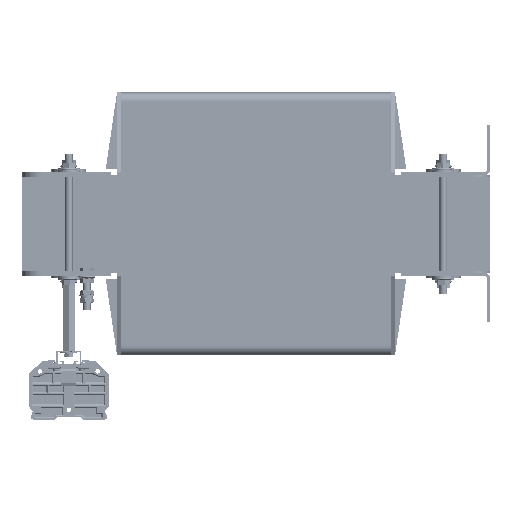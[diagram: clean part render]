
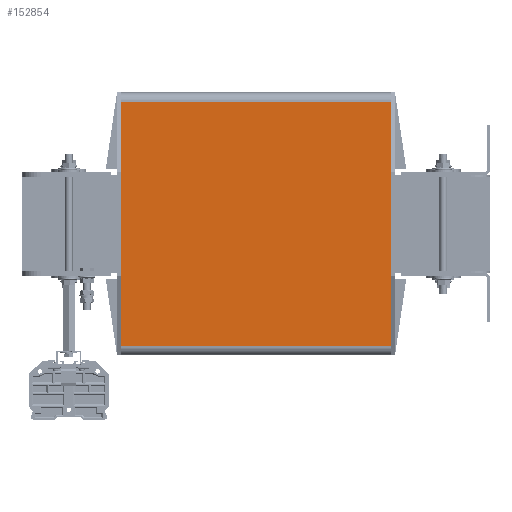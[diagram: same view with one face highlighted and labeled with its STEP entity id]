
A CAD part, left-side view. The second image highlights one B-rep face of the part: STEP entity #152854.
In plain terms, the highlighted planar face has unit normal (-1, 0, 0).
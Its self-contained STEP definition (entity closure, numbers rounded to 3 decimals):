
#15302=FACE_OUTER_BOUND('',#23925,.T.);
#23925=EDGE_LOOP('',(#104988,#104989,#104990,#104991));
#34642=LINE('',#216681,#51670);
#34648=LINE('',#216700,#51676);
#34649=LINE('',#216703,#51677);
#34650=LINE('',#216704,#51678);
#51670=VECTOR('',#174923,10.);
#51676=VECTOR('',#174943,10.);
#51677=VECTOR('',#174946,10.);
#51678=VECTOR('',#174947,10.);
#68472=VERTEX_POINT('',#216678);
#68473=VERTEX_POINT('',#216680);
#68479=VERTEX_POINT('',#216698);
#68480=VERTEX_POINT('',#216702);
#82909=EDGE_CURVE('',#68472,#68473,#34642,.T.);
#82919=EDGE_CURVE('',#68479,#68472,#34648,.T.);
#82920=EDGE_CURVE('',#68480,#68479,#34649,.T.);
#82921=EDGE_CURVE('',#68480,#68473,#34650,.T.);
#104988=ORIENTED_EDGE('',*,*,#82919,.F.);
#104989=ORIENTED_EDGE('',*,*,#82920,.F.);
#104990=ORIENTED_EDGE('',*,*,#82921,.T.);
#104991=ORIENTED_EDGE('',*,*,#82909,.F.);
#146506=PLANE('',#161632);
#152854=ADVANCED_FACE('',(#15302),#146506,.T.);
#161632=AXIS2_PLACEMENT_3D('',#216701,#174944,#174945);
#174923=DIRECTION('',(0.,0.,1.));
#174943=DIRECTION('',(0.,1.,0.));
#174944=DIRECTION('center_axis',(-1.,0.,0.));
#174945=DIRECTION('ref_axis',(0.,0.,
-1.));
#174946=DIRECTION('',(0.,0.,-1.));
#174947=DIRECTION('',(0.,1.,0.));
#216678=CARTESIAN_POINT('',(-300.,144.,-130.5));
#216680=CARTESIAN_POINT('',(-300.,144.,130.5));
#216681=CARTESIAN_POINT('',(-300.,144.,-130.5));
#216698=CARTESIAN_POINT('',(-300.,-144.,-130.5));
#216700=CARTESIAN_POINT('',(-300.,0.,-130.5));
#216701=CARTESIAN_POINT('Origin',(-300.,0.,130.5));
#216702=CARTESIAN_POINT('',(-300.,-144.,130.5));
#216703=CARTESIAN_POINT('',(-300.,-144.,-130.5));
#216704=CARTESIAN_POINT('',(-300.,0.,130.5));
